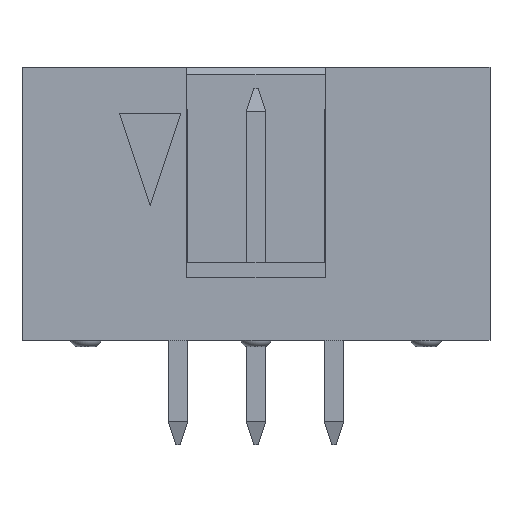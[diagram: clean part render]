
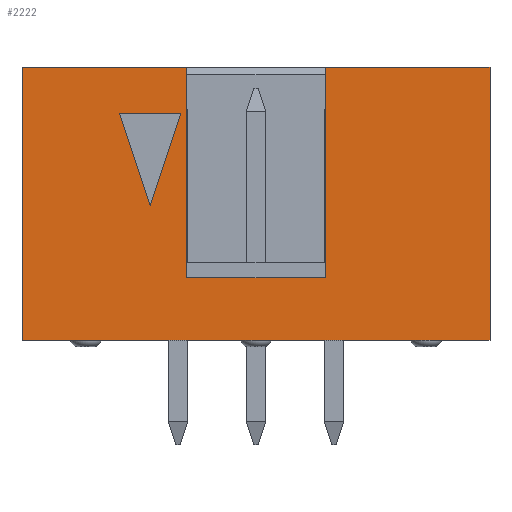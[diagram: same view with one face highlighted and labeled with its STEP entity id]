
A CAD part, front view. The second image highlights one B-rep face of the part: STEP entity #2222.
In plain terms, the highlighted planar face has unit normal (0, -1, 0).
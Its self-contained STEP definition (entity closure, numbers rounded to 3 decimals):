
#31=FACE_BOUND('',#261,.T.);
#121=FACE_OUTER_BOUND('',#260,.T.);
#260=EDGE_LOOP('',(#1628,#1629,#1630,#1631,#1632,#1633,#1634,#1635));
#261=EDGE_LOOP('',(#1636,#1637,#1638));
#376=LINE('',#3164,#660);
#380=LINE('',#3172,#664);
#385=LINE('',#3181,#669);
#401=LINE('',#3213,#685);
#420=LINE('',#3250,#704);
#422=LINE('',#3290,#706);
#426=LINE('',#3298,#710);
#429=LINE('',#3303,#713);
#460=LINE('',#3389,#744);
#461=LINE('',#3391,#745);
#462=LINE('',#3392,#746);
#660=VECTOR('',#2536,10.);
#664=VECTOR('',#2540,10.);
#669=VECTOR('',#2547,10.);
#685=VECTOR('',#2573,10.);
#704=VECTOR('',#2602,10.);
#706=VECTOR('',#2656,10.);
#710=VECTOR('',#2662,10.);
#713=VECTOR('',#2667,10.);
#744=VECTOR('',#2754,10.);
#745=VECTOR('',#2757,10.);
#746=VECTOR('',#2758,10.);
#939=VERTEX_POINT('',#3161);
#940=VERTEX_POINT('',#3163);
#943=VERTEX_POINT('',#3169);
#944=VERTEX_POINT('',#3171);
#947=VERTEX_POINT('',#3179);
#958=VERTEX_POINT('',#3211);
#971=VERTEX_POINT('',#3249);
#982=VERTEX_POINT('',#3288);
#983=VERTEX_POINT('',#3289);
#986=VERTEX_POINT('',#3297);
#1014=VERTEX_POINT('',#3387);
#1132=EDGE_CURVE('',#939,#940,#376,.T.);
#1136=EDGE_CURVE('',#943,#944,#380,.T.);
#1141=EDGE_CURVE('',#939,#947,#385,.T.);
#1157=EDGE_CURVE('',#958,#943,#401,.T.);
#1176=EDGE_CURVE('',#971,#940,#420,.T.);
#1193=EDGE_CURVE('',#982,#983,#422,.T.);
#1197=EDGE_CURVE('',#986,#982,#426,.T.);
#1200=EDGE_CURVE('',#983,#986,#429,.T.);
#1243=EDGE_CURVE('',#947,#1014,#460,.T.);
#1244=EDGE_CURVE('',#1014,#944,#461,.T.);
#1245=EDGE_CURVE('',#971,#958,#462,.T.);
#1628=ORIENTED_EDGE('',*,*,#1141,.T.);
#1629=ORIENTED_EDGE('',*,*,#1243,.T.);
#1630=ORIENTED_EDGE('',*,*,#1244,.T.);
#1631=ORIENTED_EDGE('',*,*,#1136,.F.);
#1632=ORIENTED_EDGE('',*,*,#1157,.F.);
#1633=ORIENTED_EDGE('',*,*,#1245,.F.);
#1634=ORIENTED_EDGE('',*,*,#1176,.T.);
#1635=ORIENTED_EDGE('',*,*,#1132,.F.);
#1636=ORIENTED_EDGE('',*,*,#1193,.T.);
#1637=ORIENTED_EDGE('',*,*,#1200,.T.);
#1638=ORIENTED_EDGE('',*,*,#1197,.T.);
#2083=PLANE('',#2409);
#2222=ADVANCED_FACE('',(#121,#31),#2083,.T.);
#2409=AXIS2_PLACEMENT_3D('',#3390,#2755,#2756);
#2536=DIRECTION('',(1.,0.,0.));
#2540=DIRECTION('',(1.,0.,0.));
#2547=DIRECTION('',(0.,0.,-1.));
#2573=DIRECTION('',(0.,0.,1.));
#2602=DIRECTION('',(0.,0.,1.));
#2656=DIRECTION('',(1.,0.,0.));
#2662=DIRECTION('',(-0.316,0.,0.949));
#2667=DIRECTION('',(-0.316,0.,-0.949));
#2754=DIRECTION('',(-1.,0.,0.));
#2755=DIRECTION('center_axis',(0.,-1.,0.));
#2756=DIRECTION('ref_axis',(1.,0.,0.));
#2757=DIRECTION('',(0.,0.,1.));
#2758=DIRECTION('',(-1.,0.,0.));
#3161=CARTESIAN_POINT('',(4.79,-3.13,9.1));
#3163=CARTESIAN_POINT('',(10.16,-3.13,9.1));
#3164=CARTESIAN_POINT('',(3.665,-3.13,9.1));
#3169=CARTESIAN_POINT('',(-5.08,-3.13,9.1));
#3171=CARTESIAN_POINT('',(0.29,-3.13,9.1));
#3172=CARTESIAN_POINT('',(-1.27,-3.13,9.1));
#3179=CARTESIAN_POINT('',(4.79,-3.13,2.24));
#3181=CARTESIAN_POINT('',(4.79,-3.13,1.47));
#3211=CARTESIAN_POINT('',(-5.08,-3.13,0.2));
#3213=CARTESIAN_POINT('',(-5.08,-3.13,0.2));
#3249=CARTESIAN_POINT('',(10.16,-3.13,0.2));
#3250=CARTESIAN_POINT('',(10.16,-3.13,0.2));
#3288=CARTESIAN_POINT('',(-1.91,-3.13,7.6));
#3289=CARTESIAN_POINT('',(0.09,-3.13,7.6));
#3290=CARTESIAN_POINT('',(-3.495,-3.13,7.6));
#3297=CARTESIAN_POINT('',(-0.91,-3.13,4.6));
#3298=CARTESIAN_POINT('',(-0.458,-3.13,3.246));
#3303=CARTESIAN_POINT('',(-1.279,-3.13,3.495));
#3387=CARTESIAN_POINT('',(0.29,-3.13,2.24));
#3389=CARTESIAN_POINT('',(-1.27,-3.13,2.24));
#3390=CARTESIAN_POINT('Origin',(-5.08,-3.13,0.2));
#3391=CARTESIAN_POINT('',(0.29,-3.13,1.47));
#3392=CARTESIAN_POINT('',(10.16,-3.13,0.2));
